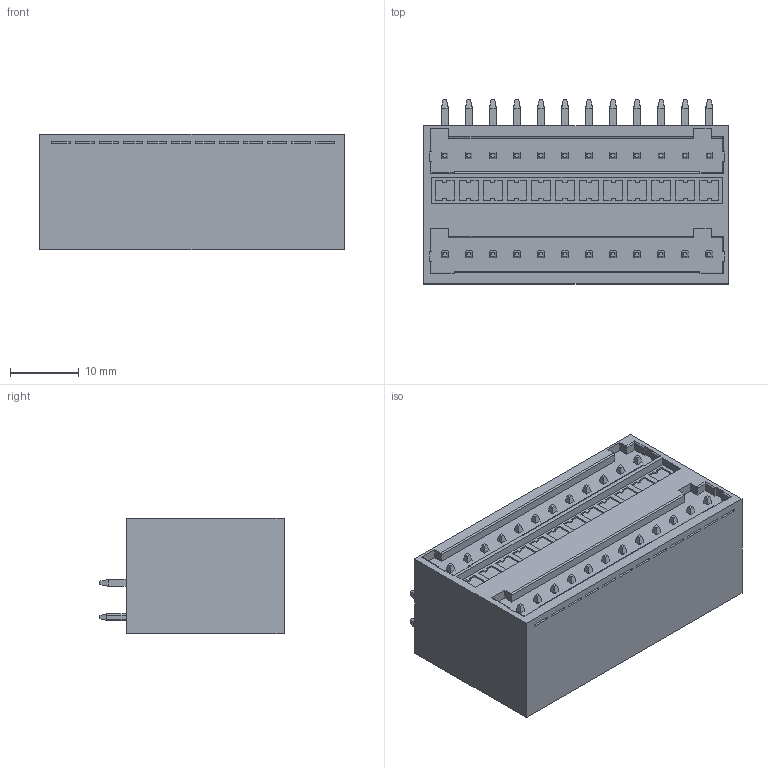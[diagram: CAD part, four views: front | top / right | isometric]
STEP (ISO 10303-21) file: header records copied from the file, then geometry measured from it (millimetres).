
FILE_DESCRIPTION(/* description */ (''),/* implementation_level */ '2;1');
FILE_NAME(/* name */ '435812.stp',/* time_stamp */ '2022-03-28T09:39:21+08:00',/* author */ (''),/* organization */ (''),/* preprocessor_version */ 'ST-DEVELOPER v16',/* originating_system */ 'SIEMENS PLM Software NX 10.0',/* authorisation */ '');
FILE_SCHEMA (('AP203_CONFIGURATION_CONTROLLED_3D_DESIGN_OF_MECHANICAL_PARTS_AND_ASSEMBLIES_MIM_LF { 1 0 10303 403 2 1 2}'));
Length unit declared in the file: millimetre
Products named in the file (1): syf02FF0922Cfj7d
Bounding box: 44.4 x 26.8 x 16.8 mm (x, y, z)
Volume: 16372.3 mm3; surface area: 5518.3 mm2
Topology: 1 solids, 13 shells, 932 faces, 2413 edges, 1592 vertices
Faces by surface type: plane 821, cylinder 111
Entity records: 28151 total; most frequent: CARTESIAN_POINT 4938, ORIENTED_EDGE 4826, DIRECTION 4595, EDGE_CURVE 2413, LINE 2097, VECTOR 2097, VERTEX_POINT 1592, AXIS2_PLACEMENT_3D 1249
